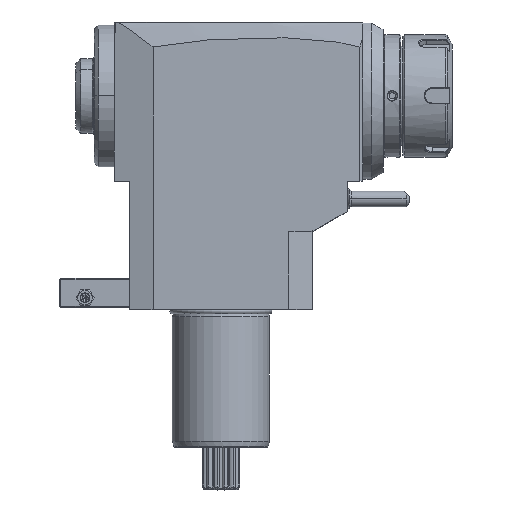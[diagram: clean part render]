
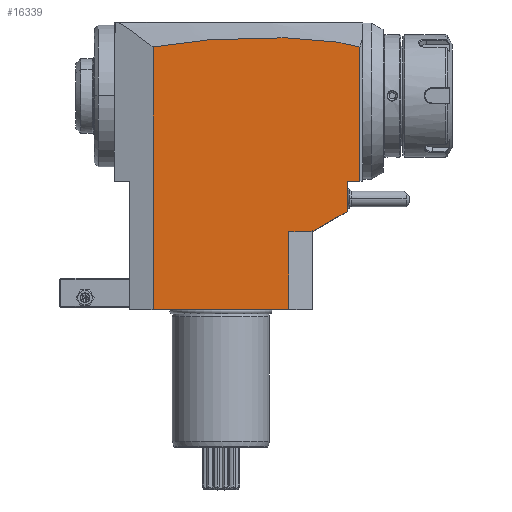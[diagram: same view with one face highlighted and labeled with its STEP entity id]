
A CAD part, top view. The second image highlights one B-rep face of the part: STEP entity #16339.
In plain terms, the highlighted planar face has unit normal (0, 0, 1).
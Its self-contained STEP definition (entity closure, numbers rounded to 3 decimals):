
#9=DIRECTION('',(-1.,0.,0.));
#10=VECTOR('',#9,70.);
#11=CARTESIAN_POINT('',(35.,0.,44.));
#12=LINE('',#11,#10);
#4548=DIRECTION('',(1.,0.,0.));
#4549=VECTOR('',#4548,11.);
#4550=CARTESIAN_POINT('',(35.,40.,44.));
#4551=LINE('',#4550,#4549);
#4564=DIRECTION('',(0.,1.,0.));
#4565=VECTOR('',#4564,40.);
#4566=CARTESIAN_POINT('',(35.,0.,44.));
#4567=LINE('',#4566,#4565);
#4596=DIRECTION('',(0.,-1.,0.));
#4597=VECTOR('',#4596,15.608);
#4598=CARTESIAN_POINT('',(65.,66.,44.));
#4599=LINE('',#4598,#4597);
#4600=DIRECTION('',(-0.866,-0.5,0.));
#4601=VECTOR('',#4600,20.785);
#4602=CARTESIAN_POINT('',(65.,50.392,44.));
#4603=LINE('',#4602,#4601);
#4604=DIRECTION('',(0.,1.,0.));
#4605=VECTOR('',#4604,0.577);
#4606=CARTESIAN_POINT('',(47.,40.,44.));
#4607=LINE('',#4606,#4605);
#4608=DIRECTION('',(0.866,0.5,0.));
#4609=VECTOR('',#4608,1.155);
#4610=CARTESIAN_POINT('',(46.,40.,44.));
#4611=LINE('',#4610,#4609);
#4612=DIRECTION('',(0.,1.,0.));
#4613=VECTOR('',#4612,135.17);
#4614=CARTESIAN_POINT('',(-35.,0.,44.));
#4615=LINE('',#4614,#4613);
#4616=CARTESIAN_POINT('',(71.5,135.054,44.));
#4617=CARTESIAN_POINT('',(71.149,135.177,44.));
#4618=CARTESIAN_POINT('',(70.42,135.419,44.));
#4619=CARTESIAN_POINT('',(69.239,135.77,44.));
#4620=CARTESIAN_POINT('',(68.002,136.101,44.));
#4621=CARTESIAN_POINT('',(66.733,136.41,44.));
#4622=CARTESIAN_POINT('',(65.454,136.695,44.));
#4623=CARTESIAN_POINT('',(64.102,136.971,44.));
#4624=CARTESIAN_POINT('',(62.62,137.249,44.));
#4625=CARTESIAN_POINT('',(60.946,137.536,44.));
#4626=CARTESIAN_POINT('',(59.032,137.833,44.));
#4627=CARTESIAN_POINT('',(56.868,138.133,44.));
#4628=CARTESIAN_POINT('',(54.443,138.432,44.));
#4629=CARTESIAN_POINT('',(51.724,138.725,44.));
#4630=CARTESIAN_POINT('',(48.654,139.01,44.));
#4631=CARTESIAN_POINT('',(45.177,139.28,44.));
#4632=CARTESIAN_POINT('',(41.21,139.528,44.));
#4633=CARTESIAN_POINT('',(36.699,139.741,44.));
#4634=CARTESIAN_POINT('',(31.737,139.897,44.));
#4635=CARTESIAN_POINT('',(26.437,139.981,44.));
#4636=CARTESIAN_POINT('',(20.992,139.986,44.));
#4637=CARTESIAN_POINT('',(15.474,139.911,44.));
#4638=CARTESIAN_POINT('',(9.929,139.756,44.));
#4639=CARTESIAN_POINT('',(4.34,139.521,44.));
#4640=CARTESIAN_POINT('',(-1.295,139.202,44.));
#4641=CARTESIAN_POINT('',(-6.663,138.816,44.));
#4642=CARTESIAN_POINT('',(-11.419,138.406,44.));
#4643=CARTESIAN_POINT('',(-15.694,137.979,44.));
#4644=CARTESIAN_POINT('',(-19.681,137.528,44.));
#4645=CARTESIAN_POINT('',(-23.576,137.032,44.));
#4646=CARTESIAN_POINT('',(-27.424,136.481,44.));
#4647=CARTESIAN_POINT('',(-31.228,135.869,44.));
#4648=CARTESIAN_POINT('',(-33.747,135.413,44.));
#4649=CARTESIAN_POINT('',(-35.,135.17,44.));
#4651=DIRECTION('',(0.,-1.,0.));
#4652=VECTOR('',#4651,69.054);
#4653=CARTESIAN_POINT('',(71.5,135.054,44.));
#4654=LINE('',#4653,#4652);
#4655=DIRECTION('',(1.,0.,0.));
#4656=VECTOR('',#4655,6.5);
#4657=CARTESIAN_POINT('',(65.,66.,44.));
#4658=LINE('',#4657,#4656);
#11505=VERTEX_POINT('',#4616);
#11506=VERTEX_POINT('',#4649);
#11518=CARTESIAN_POINT('',(71.5,66.,44.));
#11519=VERTEX_POINT('',#11518);
#11538=CARTESIAN_POINT('',(35.,40.,44.));
#11539=CARTESIAN_POINT('',(46.,40.,44.));
#11540=VERTEX_POINT('',#11538);
#11541=VERTEX_POINT('',#11539);
#11886=CARTESIAN_POINT('',(35.,0.,44.));
#11887=CARTESIAN_POINT('',(-35.,0.,44.));
#11888=VERTEX_POINT('',#11886);
#11889=VERTEX_POINT('',#11887);
#11900=CARTESIAN_POINT('',(65.,50.392,44.));
#11901=CARTESIAN_POINT('',(47.,40.,44.));
#11902=VERTEX_POINT('',#11900);
#11903=VERTEX_POINT('',#11901);
#12064=CARTESIAN_POINT('',(47.,40.577,44.));
#12066=VERTEX_POINT('',#12064);
#12134=CARTESIAN_POINT('',(65.,66.,44.));
#12135=VERTEX_POINT('',#12134);
#16317=CARTESIAN_POINT('',(-53.475,40.,44.));
#16318=DIRECTION('',(0.,0.,1.));
#16319=DIRECTION('',(1.,0.,0.));
#16320=AXIS2_PLACEMENT_3D('',#16317,#16318,#16319);
#16321=PLANE('',#16320);
#16323=ORIENTED_EDGE('',*,*,#16322,.F.);
#16325=ORIENTED_EDGE('',*,*,#16324,.T.);
#16326=ORIENTED_EDGE('',*,*,#16237,.T.);
#16328=ORIENTED_EDGE('',*,*,#16327,.T.);
#16330=ORIENTED_EDGE('',*,*,#16329,.F.);
#16331=ORIENTED_EDGE('',*,*,#16257,.F.);
#16332=ORIENTED_EDGE('',*,*,#16274,.F.);
#16333=ORIENTED_EDGE('',*,*,#12153,.T.);
#16334=ORIENTED_EDGE('',*,*,#12307,.T.);
#16335=ORIENTED_EDGE('',*,*,#12765,.F.);
#16336=ORIENTED_EDGE('',*,*,#12782,.T.);
#16337=EDGE_LOOP('',(#16323,#16325,#16326,#16328,#16330,#16331,#16332,#16333,
#16334,#16335,#16336));
#16338=FACE_OUTER_BOUND('',#16337,.F.);
#4650=B_SPLINE_CURVE_WITH_KNOTS('',3,(#4616,#4617,#4618,#4619,#4620,#4621,#4622,
#4623,#4624,#4625,#4626,#4627,#4628,#4629,#4630,#4631,#4632,#4633,#4634,#4635,
#4636,#4637,#4638,#4639,#4640,#4641,#4642,#4643,#4644,#4645,#4646,#4647,#4648,
#4649),.UNSPECIFIED.,.F.,.F.,(4,1,1,1,1,1,1,1,1,1,1,1,1,1,1,1,1,1,1,1,1,1,1,1,1,
1,1,1,1,1,1,4),(0.,0.032,0.065,0.097,
0.129,0.161,0.194,0.226,
0.258,0.29,0.323,0.355,
0.387,0.419,0.452,0.484,
0.516,0.548,0.581,0.613,
0.645,0.677,0.71,0.742,
0.774,0.806,0.839,0.871,
0.903,0.935,0.968,1.),.UNSPECIFIED.);
#12153=EDGE_CURVE('',#11888,#11889,#12,.T.);
#12307=EDGE_CURVE('',#11889,#11506,#4615,.T.);
#12765=EDGE_CURVE('',#11505,#11506,#4650,.T.);
#12782=EDGE_CURVE('',#11505,#11519,#4654,.T.);
#16237=EDGE_CURVE('',#11902,#11903,#4603,.T.);
#16257=EDGE_CURVE('',#11540,#11541,#4551,.T.);
#16274=EDGE_CURVE('',#11888,#11540,#4567,.T.);
#16322=EDGE_CURVE('',#12135,#11519,#4658,.T.);
#16324=EDGE_CURVE('',#12135,#11902,#4599,.T.);
#16327=EDGE_CURVE('',#11903,#12066,#4607,.T.);
#16329=EDGE_CURVE('',#11541,#12066,#4611,.T.);
#16339=ADVANCED_FACE('',(#16338),#16321,.T.);
